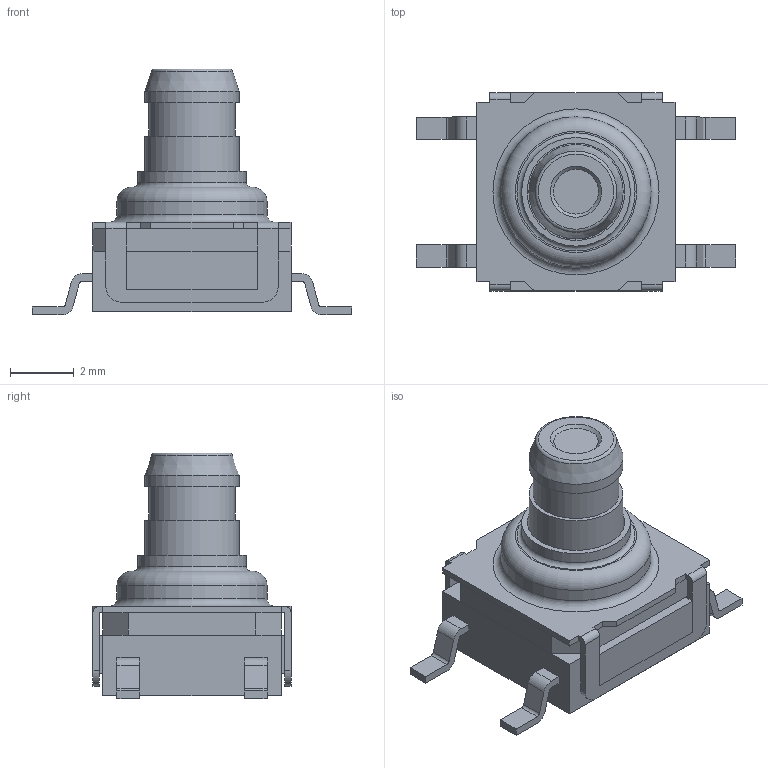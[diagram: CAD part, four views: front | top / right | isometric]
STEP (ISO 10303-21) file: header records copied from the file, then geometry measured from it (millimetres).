
FILE_DESCRIPTION(/* description */ ('model of SW_Push_1P1T_NO_CK_KSC9xxG'),/* implementation_level */ '2;1');
FILE_NAME(/* name */ 'SW_Push_1P1T_NO_CK_KSC9xxG.step',/* time_stamp */ '1970-01-01T00:00:00',/* author */ ('KiCAD','kicad'),/* organization */ ('OCCT'),/* preprocessor_version */ '',/* originating_system */ 'KiCAD',/* authorisation */ '');
FILE_SCHEMA(('AUTOMOTIVE_DESIGN { 1 0 10303 214 1 1 1 1 }'));
Length unit declared in the file: millimetre
Products named in the file (1): SW_Push_1P1T_NO_CK_KSC9xxG
Bounding box: 10 x 6.2 x 7.7 mm (x, y, z)
Volume: 145.6 mm3; surface area: 266.9 mm2
Topology: 1 solids, 1 shells, 143 faces, 381 edges, 243 vertices
Faces by surface type: plane 107, cylinder 30, torus 4, cone 2
Full cylindrical faces by diameter (mm): 2.7 x1, 2.95 x2, 3.05 x1, 3.4 x1, 4.7 x1
Entity records: 3000 total; most frequent: ORIENTED_EDGE 606, EDGE_CURVE 381, CARTESIAN_POINT 356, LINE 268, VERTEX_POINT 243, AXIS2_PLACEMENT_3D 176, FACE_BOUND 154, EDGE_LOOP 154
